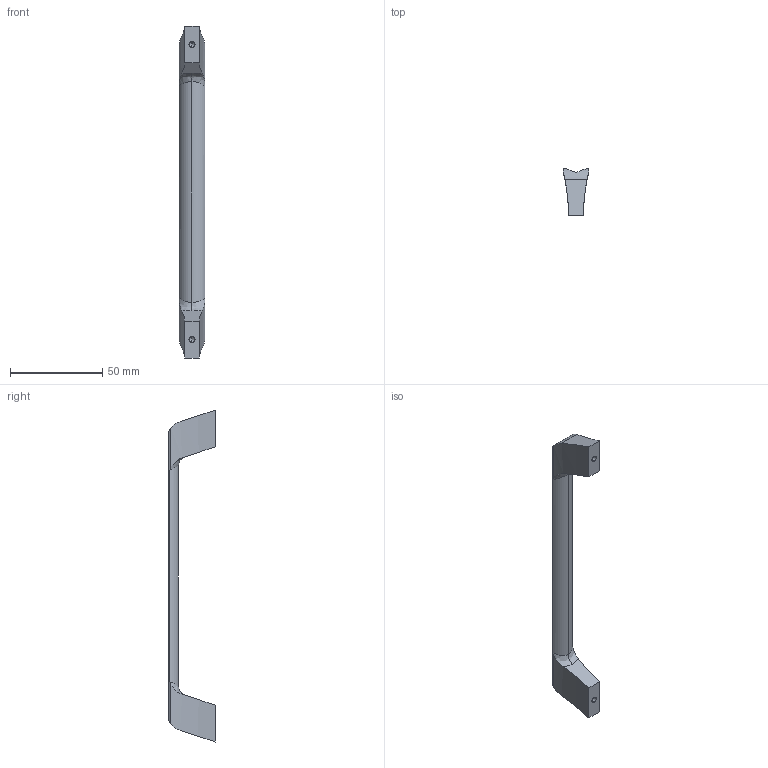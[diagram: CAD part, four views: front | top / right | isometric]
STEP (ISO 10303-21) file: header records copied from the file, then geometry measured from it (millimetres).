
FILE_DESCRIPTION (( 'STEP AP203' ), '1' );
FILE_NAME ('TULIP Úchytka Wake 160 _ 401562_3D.STEP', '2020-08-28T07:12:26', ( '' ), ( '' ), 'SwSTEP 2.0', 'SolidWorks 2019', '' );
FILE_SCHEMA (( 'CONFIG_CONTROL_DESIGN' ));
Length unit declared in the file: millimetre
Products named in the file (1): TULIP Úchytka Wake 160 _ 401562_3D
Bounding box: 14.05 x 25.33 x 180 mm (x, y, z)
Volume: 14766.1 mm3; surface area: 8182.7 mm2
Topology: 1 solids, 1 shells, 33 faces, 87 edges, 54 vertices
Faces by surface type: cylinder 17, plane 8, cone 4, bspline 4
Entity records: 1322 total; most frequent: CARTESIAN_POINT 567, ORIENTED_EDGE 166, DIRECTION 107, EDGE_CURVE 83, VERTEX_POINT 54, AXIS2_PLACEMENT_3D 38, EDGE_LOOP 35, ADVANCED_FACE 33
